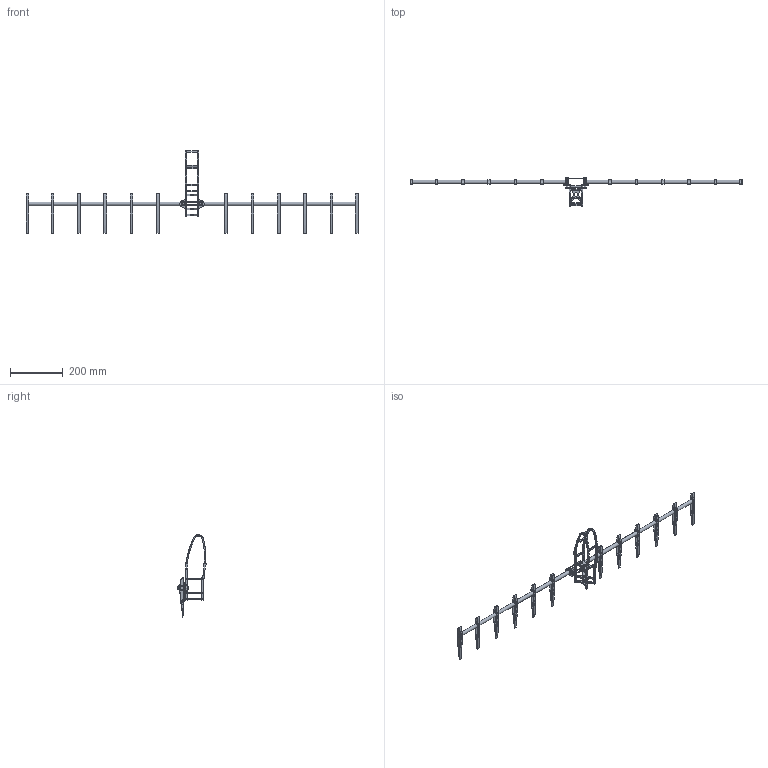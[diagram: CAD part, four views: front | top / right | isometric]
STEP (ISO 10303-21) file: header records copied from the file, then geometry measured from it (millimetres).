
FILE_DESCRIPTION(/* description */ (''),/* implementation_level */ '2;1');
FILE_NAME(/* name */ '72a3470d-d826-4e05-9432-954361f17f5e.stp',/* time_stamp */ '2019-01-08T13:09:29+00:00',/* author */ (''),/* organization */ (''),/* preprocessor_version */ 'ST-DEVELOPER v17.2',/* originating_system */ 'Autodesk Translation Framework v7.6.0.251',/* authorisation */ '');
FILE_SCHEMA (('AUTOMOTIVE_DESIGN { 1 0 10303 214 3 1 1 }'));
Length unit declared in the file: millimetre
Products named in the file (17): Simulation Model 1; body left side back v2; body side left front v2; standard strut v2; x beam v3; body side right front v2; body right side back v2; wing bearing mount right v7; 10mm x 15mm x 4mm bearing v1; green lantern v4; wing band v2; wing right v3; wing 3 airfoil right end v1; wing left v3; 14mm x 600mm pvc pipe v1; wing 3 airfoil left end v3; wing 3 airfoil v1
Assembly tree (36 placements, depth 3):
  Simulation Model 1
    body left side back v2
    body side left front v2
    standard strut v2  x5
    x beam v3  x3
    body side right front v2
    body right side back v2
    wing bearing mount right v7  x2
    10mm x 15mm x 4mm bearing v1  x2
    green lantern v4  x2
    wing band v2  x2
    wing right v3
      14mm x 600mm pvc pipe v1
      wing 3 airfoil right end v1
      wing 3 airfoil v1  x5
    wing left v3
      14mm x 600mm pvc pipe v1
      wing 3 airfoil left end v3
      wing 3 airfoil v1  x5
Bounding box: 1259.9 x 108.19 x 312.97 mm (x, y, z)
Volume: 146220.5 mm3; surface area: 244705.2 mm2
Topology: 36 solids, 36 shells, 1051 faces, 2989 edges, 2008 vertices
Faces by surface type: plane 722, cylinder 209, bspline 120
Full cylindrical faces by diameter (mm): 2 x2, 2.2 x12, 5.2 x12, 7 x2, 8 x4, 10 x10, 12 x2, 14 x2, 14.2 x17, 15 x4
Entity records: 22680 total; most frequent: CARTESIAN_POINT 9645, ORIENTED_EDGE 2712, DIRECTION 2425, EDGE_CURVE 1356, LINE 921, VECTOR 921, VERTEX_POINT 907, AXIS2_PLACEMENT_3D 752
